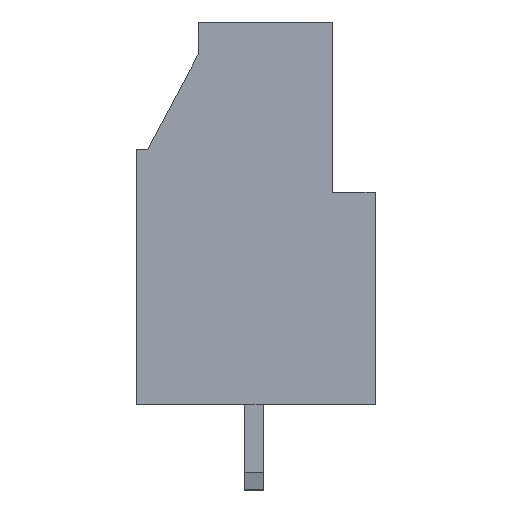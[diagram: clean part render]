
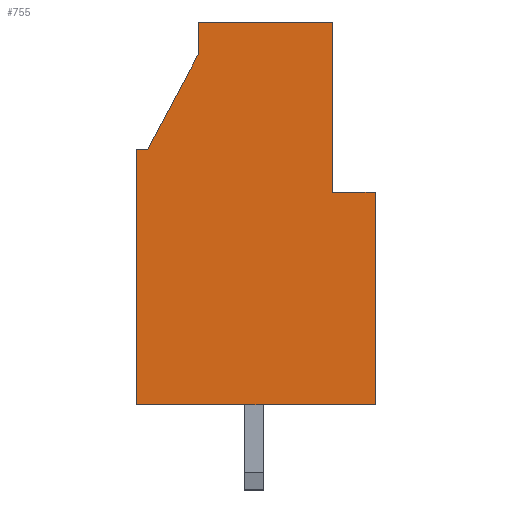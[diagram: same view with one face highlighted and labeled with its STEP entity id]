
A CAD part, front view. The second image highlights one B-rep face of the part: STEP entity #755.
In plain terms, the highlighted planar face has unit normal (0, -1, 0).
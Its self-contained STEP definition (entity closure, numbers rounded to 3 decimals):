
#755 = ADVANCED_FACE( '', ( #1587 ), #1588, .F. );
#1587 = FACE_OUTER_BOUND( '', #2508, .T. );
#1588 = PLANE( '', #2509 );
#2508 = EDGE_LOOP( '', ( #4567, #4568, #4569, #4570, #4571, #4572, #4573, #4574, #4575 ) );
#2509 = AXIS2_PLACEMENT_3D( '', #4576, #4577, #4578 );
#4567 = ORIENTED_EDGE( '', *, *, #6366, .F. );
#4568 = ORIENTED_EDGE( '', *, *, #6367, .F. );
#4569 = ORIENTED_EDGE( '', *, *, #6082, .F. );
#4570 = ORIENTED_EDGE( '', *, *, #6148, .F. );
#4571 = ORIENTED_EDGE( '', *, *, #6368, .F. );
#4572 = ORIENTED_EDGE( '', *, *, #5751, .T. );
#4573 = ORIENTED_EDGE( '', *, *, #5529, .F. );
#4574 = ORIENTED_EDGE( '', *, *, #6055, .T. );
#4575 = ORIENTED_EDGE( '', *, *, #6369, .F. );
#4576 = CARTESIAN_POINT( '', ( 12.134, -2.5, 19.8 ) );
#4577 = DIRECTION( '', ( 0., 1., 0. ) );
#4578 = DIRECTION( '', ( 1., 0., 0. ) );
#5529 = EDGE_CURVE( '', #6583, #6584, #6585, .T. );
#5751 = EDGE_CURVE( '', #6973, #6584, #6974, .T. );
#6055 = EDGE_CURVE( '', #6583, #7459, #7461, .T. );
#6082 = EDGE_CURVE( '', #7502, #7504, #7505, .T. );
#6148 = EDGE_CURVE( '', #7598, #7502, #7600, .T. );
#6366 = EDGE_CURVE( '', #7883, #7884, #7885, .T. );
#6367 = EDGE_CURVE( '', #7504, #7883, #7886, .T. );
#6368 = EDGE_CURVE( '', #6973, #7598, #7887, .T. );
#6369 = EDGE_CURVE( '', #7884, #7459, #7888, .T. );
#6583 = VERTEX_POINT( '', #8126 );
#6584 = VERTEX_POINT( '', #8127 );
#6585 = LINE( '', #8128, #8129 );
#6973 = VERTEX_POINT( '', #8690 );
#6974 = LINE( '', #8691, #8692 );
#7459 = VERTEX_POINT( '', #9397 );
#7461 = LINE( '', #9400, #9401 );
#7502 = VERTEX_POINT( '', #9461 );
#7504 = VERTEX_POINT( '', #9464 );
#7505 = LINE( '', #9465, #9466 );
#7598 = VERTEX_POINT( '', #9608 );
#7600 = LINE( '', #9611, #9612 );
#7883 = VERTEX_POINT( '', #10044 );
#7884 = VERTEX_POINT( '', #10045 );
#7885 = LINE( '', #10046, #10047 );
#7886 = LINE( '', #10048, #10049 );
#7887 = LINE( '', #10050, #10051 );
#7888 = LINE( '', #10052, #10053 );
#8126 = CARTESIAN_POINT( '', ( 11.2, -2.5, 0. ) );
#8127 = CARTESIAN_POINT( '', ( 0., -2.5, 0. ) );
#8128 = CARTESIAN_POINT( '', ( 5.35, -2.5, 0. ) );
#8129 = VECTOR( '', #10353, 1000. );
#8690 = CARTESIAN_POINT( '', ( 0., -2.5, 12. ) );
#8691 = CARTESIAN_POINT( '', ( 0., -2.5, -1. ) );
#8692 = VECTOR( '', #10554, 1000. );
#9397 = CARTESIAN_POINT( '', ( 11.2, -2.5, 10. ) );
#9400 = CARTESIAN_POINT( '', ( 11.2, -2.5, -1. ) );
#9401 = VECTOR( '', #10833, 1000. );
#9461 = CARTESIAN_POINT( '', ( 2.9, -2.5, 16.5 ) );
#9464 = CARTESIAN_POINT( '', ( 2.9, -2.5, 18. ) );
#9465 = CARTESIAN_POINT( '', ( 2.9, -2.5, -1. ) );
#9466 = VECTOR( '', #10854, 1000. );
#9608 = CARTESIAN_POINT( '', ( 0.5, -2.5, 12. ) );
#9611 = CARTESIAN_POINT( '', ( -6.433, -2.5, -1. ) );
#9612 = VECTOR( '', #10905, 1000. );
#10044 = CARTESIAN_POINT( '', ( 9.2, -2.5, 18. ) );
#10045 = CARTESIAN_POINT( '', ( 9.2, -2.5, 10. ) );
#10046 = CARTESIAN_POINT( '', ( 9.2, -2.5, 18. ) );
#10047 = VECTOR( '', #11070, 1000. );
#10048 = CARTESIAN_POINT( '', ( 5.35, -2.5, 18. ) );
#10049 = VECTOR( '', #11071, 1000. );
#10050 = CARTESIAN_POINT( '', ( 5.35, -2.5, 12. ) );
#10051 = VECTOR( '', #11072, 1000. );
#10052 = CARTESIAN_POINT( '', ( 9.038, -2.5, 10. ) );
#10053 = VECTOR( '', #11073, 1000. );
#10353 = DIRECTION( '', ( -1., 0., 0. ) );
#10554 = DIRECTION( '', ( 0., 0., -1. ) );
#10833 = DIRECTION( '', ( 0., 0., 1. ) );
#10854 = DIRECTION( '', ( 0., 0., 1. ) );
#10905 = DIRECTION( '', ( 0.471, 0., 0.882 ) );
#11070 = DIRECTION( '', ( 0., 0., -1. ) );
#11071 = DIRECTION( '', ( 1., 0., 0. ) );
#11072 = DIRECTION( '', ( 1., 0., 0. ) );
#11073 = DIRECTION( '', ( 1., 0., 0. ) );
